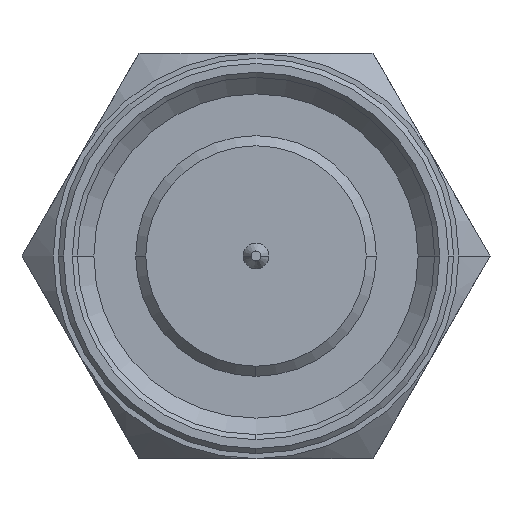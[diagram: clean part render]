
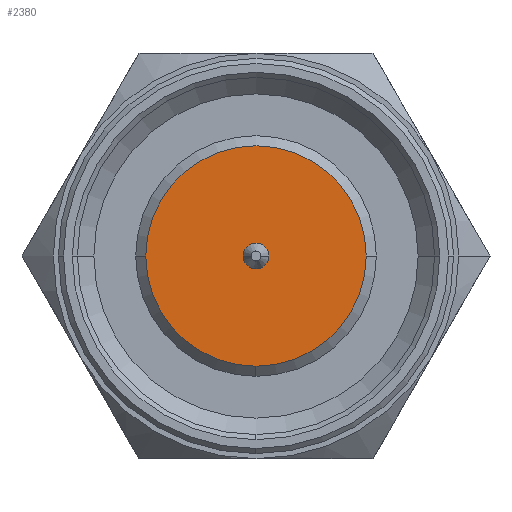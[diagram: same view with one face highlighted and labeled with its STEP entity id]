
A CAD part, left-side view. The second image highlights one B-rep face of the part: STEP entity #2380.
In plain terms, the highlighted planar face has unit normal (-1, 0, 0).
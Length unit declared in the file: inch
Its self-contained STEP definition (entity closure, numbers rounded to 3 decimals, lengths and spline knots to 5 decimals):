
#87 = CIRCLE ( 'NONE', #2507, 0.01004 ) ;
#117 = CARTESIAN_POINT ( 'NONE',  ( 0.09252, 0.01004, 0. ) ) ;
#125 = EDGE_LOOP ( 'NONE', ( #848, #3791 ) ) ;
#210 = VERTEX_POINT ( 'NONE', #117 ) ;
#246 = DIRECTION ( 'NONE',  ( 0., -1., 0. ) ) ;
#249 = AXIS2_PLACEMENT_3D ( 'NONE', #3570, #2477, #733 ) ;
#266 = VERTEX_POINT ( 'NONE', #322 ) ;
#322 = CARTESIAN_POINT ( 'NONE',  ( 0.09252, -0.08563, 0. ) ) ;
#494 = CARTESIAN_POINT ( 'NONE',  ( 0.09252, -0.01004, 0. ) ) ;
#596 = EDGE_CURVE ( 'NONE', #2883, #210, #87, .T. ) ;
#603 = PLANE ( 'NONE',  #2801 ) ;
#635 = AXIS2_PLACEMENT_3D ( 'NONE', #2106, #2891, #1097 ) ;
#651 = DIRECTION ( 'NONE',  ( 0., 0., 1. ) ) ;
#695 = DIRECTION ( 'NONE',  ( -1., 0., 0. ) ) ;
#733 = DIRECTION ( 'NONE',  ( 0., 1., 0. ) ) ;
#848 = ORIENTED_EDGE ( 'NONE', *, *, #596, .F. ) ;
#928 = DIRECTION ( 'NONE',  ( 1., 0., 0. ) ) ;
#955 = CARTESIAN_POINT ( 'NONE',  ( 0.09252, 0., 0. ) ) ;
#1097 = DIRECTION ( 'NONE',  ( 0., 1., 0. ) ) ;
#1116 = DIRECTION ( 'NONE',  ( 0., -1., 0. ) ) ;
#1172 = VERTEX_POINT ( 'NONE', #3196 ) ;
#1315 = CIRCLE ( 'NONE', #1396, 0.08563 ) ;
#1379 = CARTESIAN_POINT ( 'NONE',  ( 0.09252, 0., 0. ) ) ;
#1396 = AXIS2_PLACEMENT_3D ( 'NONE', #4665, #3582, #1116 ) ;
#1739 = CARTESIAN_POINT ( 'NONE',  ( 0.09252, 0., 0. ) ) ;
#2066 = CIRCLE ( 'NONE', #4547, 0.08563 ) ;
#2088 = FACE_OUTER_BOUND ( 'NONE', #2647, .T. ) ;
#2106 = CARTESIAN_POINT ( 'NONE',  ( 0.09252, 0., 0. ) ) ;
#2129 = CIRCLE ( 'NONE', #249, 0.08563 ) ;
#2380 = ADVANCED_FACE ( 'NONE', ( #2450, #2088 ), #603, .T. ) ;
#2450 = FACE_BOUND ( 'NONE', #125, .T. ) ;
#2477 = DIRECTION ( 'NONE',  ( 1., 0., 0. ) ) ;
#2483 = CARTESIAN_POINT ( 'NONE',  ( 0.09252, 0.08563, 0. ) ) ;
#2507 = AXIS2_PLACEMENT_3D ( 'NONE', #955, #3085, #246 ) ;
#2599 = CIRCLE ( 'NONE', #635, 0.01004 ) ;
#2647 = EDGE_LOOP ( 'NONE', ( #4408, #2978, #2861 ) ) ;
#2801 = AXIS2_PLACEMENT_3D ( 'NONE', #1739, #695, #651 ) ;
#2825 = DIRECTION ( 'NONE',  ( 0., -1., 0. ) ) ;
#2861 = ORIENTED_EDGE ( 'NONE', *, *, #4354, .F. ) ;
#2883 = VERTEX_POINT ( 'NONE', #494 ) ;
#2891 = DIRECTION ( 'NONE',  ( -1., 0., 0. ) ) ;
#2978 = ORIENTED_EDGE ( 'NONE', *, *, #3609, .F. ) ;
#3085 = DIRECTION ( 'NONE',  ( -1., 0., 0. ) ) ;
#3196 = CARTESIAN_POINT ( 'NONE',  ( 0.09252, 0., -0.08563 ) ) ;
#3235 = VERTEX_POINT ( 'NONE', #2483 ) ;
#3570 = CARTESIAN_POINT ( 'NONE',  ( 0.09252, 0., 0. ) ) ;
#3582 = DIRECTION ( 'NONE',  ( 1., 0., 0. ) ) ;
#3609 = EDGE_CURVE ( 'NONE', #3235, #266, #2129, .T. ) ;
#3791 = ORIENTED_EDGE ( 'NONE', *, *, #4490, .F. ) ;
#4354 = EDGE_CURVE ( 'NONE', #1172, #3235, #2066, .T. ) ;
#4403 = EDGE_CURVE ( 'NONE', #266, #1172, #1315, .T. ) ;
#4408 = ORIENTED_EDGE ( 'NONE', *, *, #4403, .F. ) ;
#4490 = EDGE_CURVE ( 'NONE', #210, #2883, #2599, .T. ) ;
#4547 = AXIS2_PLACEMENT_3D ( 'NONE', #1379, #928, #2825 ) ;
#4665 = CARTESIAN_POINT ( 'NONE',  ( 0.09252, 0., 0. ) ) ;
